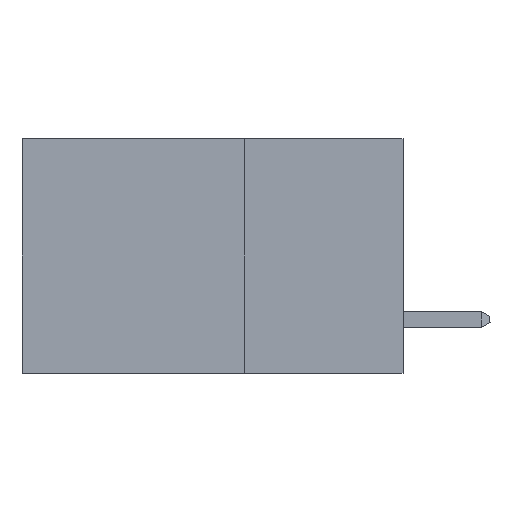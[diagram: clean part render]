
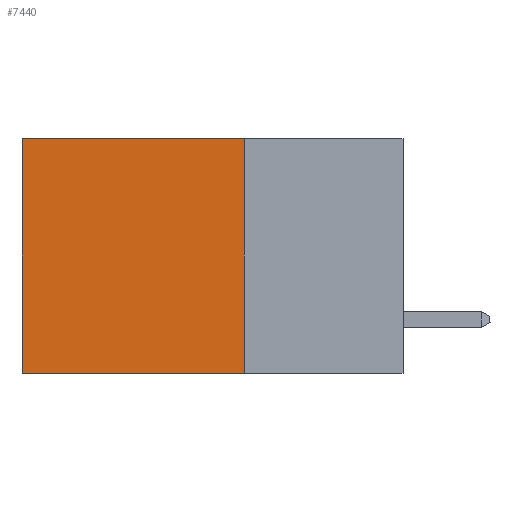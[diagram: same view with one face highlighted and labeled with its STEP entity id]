
A CAD part, left-side view. The second image highlights one B-rep face of the part: STEP entity #7440.
In plain terms, the highlighted planar face has unit normal (-1, 0, 0).
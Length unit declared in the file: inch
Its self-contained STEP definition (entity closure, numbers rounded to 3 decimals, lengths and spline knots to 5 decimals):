
#226 = CARTESIAN_POINT ( 'NONE',  ( 0.2875, 0.6, -0.37 ) ) ;
#333 = LINE ( 'NONE', #11479, #24900 ) ;
#690 = CARTESIAN_POINT ( 'NONE',  ( 0.2875, 0.6, 0. ) ) ;
#1223 = VECTOR ( 'NONE', #10173, 39.37008 ) ;
#3231 = CARTESIAN_POINT ( 'NONE',  ( 0.2875, 0.6, 0. ) ) ;
#3376 = LINE ( 'NONE', #6121, #1223 ) ;
#3439 = EDGE_CURVE ( 'NONE', #24960, #18384, #333, .T. ) ;
#4498 = VECTOR ( 'NONE', #22558, 39.37008 ) ;
#5062 = CARTESIAN_POINT ( 'NONE',  ( 0.2875, 0.25, 0. ) ) ;
#5115 = VERTEX_POINT ( 'NONE', #690 ) ;
#5278 = PLANE ( 'NONE',  #15520 ) ;
#5772 = CARTESIAN_POINT ( 'NONE',  ( 0.2875, 0.25, 0. ) ) ;
#5784 = DIRECTION ( 'NONE',  ( 0., 1., 0. ) ) ;
#6121 = CARTESIAN_POINT ( 'NONE',  ( 0.2875, 0.25, 0. ) ) ;
#6695 = ORIENTED_EDGE ( 'NONE', *, *, #3439, .F. ) ;
#7440 = ADVANCED_FACE ( 'NONE', ( #16153 ), #5278, .F. ) ;
#8291 = VECTOR ( 'NONE', #14924, 39.37008 ) ;
#9195 = EDGE_CURVE ( 'NONE', #21737, #5115, #3376, .T. ) ;
#9600 = DIRECTION ( 'NONE',  ( 0., 0., -1. ) ) ;
#10061 = ORIENTED_EDGE ( 'NONE', *, *, #10856, .F. ) ;
#10173 = DIRECTION ( 'NONE',  ( 0., 1., 0. ) ) ;
#10856 = EDGE_CURVE ( 'NONE', #21737, #24960, #21401, .T. ) ;
#11479 = CARTESIAN_POINT ( 'NONE',  ( 0.2875, 0.25, -0.37 ) ) ;
#11666 = DIRECTION ( 'NONE',  ( 1., 0., 0. ) ) ;
#11828 = CARTESIAN_POINT ( 'NONE',  ( 0.2875, 0.25, 0. ) ) ;
#13526 = LINE ( 'NONE', #3231, #8291 ) ;
#14147 = CARTESIAN_POINT ( 'NONE',  ( 0.2875, 0.25, -0.37 ) ) ;
#14924 = DIRECTION ( 'NONE',  ( 0., 0., -1. ) ) ;
#15083 = EDGE_CURVE ( 'NONE', #5115, #18384, #13526, .T. ) ;
#15520 = AXIS2_PLACEMENT_3D ( 'NONE', #11828, #11666, #9600 ) ;
#15542 = EDGE_LOOP ( 'NONE', ( #16160, #6695, #10061, #19731 ) ) ;
#16153 = FACE_OUTER_BOUND ( 'NONE', #15542, .T. ) ;
#16160 = ORIENTED_EDGE ( 'NONE', *, *, #15083, .T. ) ;
#18384 = VERTEX_POINT ( 'NONE', #226 ) ;
#19731 = ORIENTED_EDGE ( 'NONE', *, *, #9195, .T. ) ;
#21401 = LINE ( 'NONE', #5062, #4498 ) ;
#21737 = VERTEX_POINT ( 'NONE', #5772 ) ;
#22558 = DIRECTION ( 'NONE',  ( 0., 0., -1. ) ) ;
#24900 = VECTOR ( 'NONE', #5784, 39.37008 ) ;
#24960 = VERTEX_POINT ( 'NONE', #14147 ) ;
